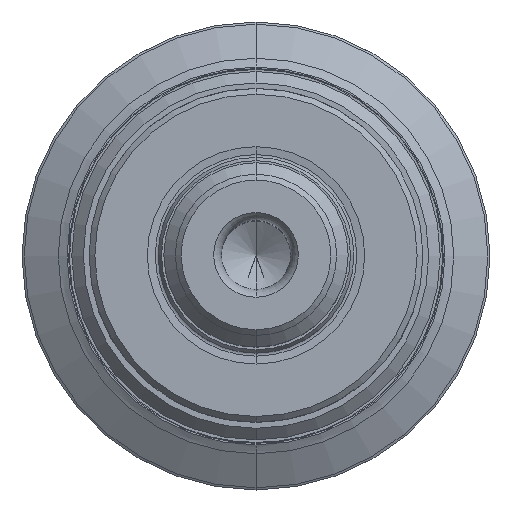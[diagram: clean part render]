
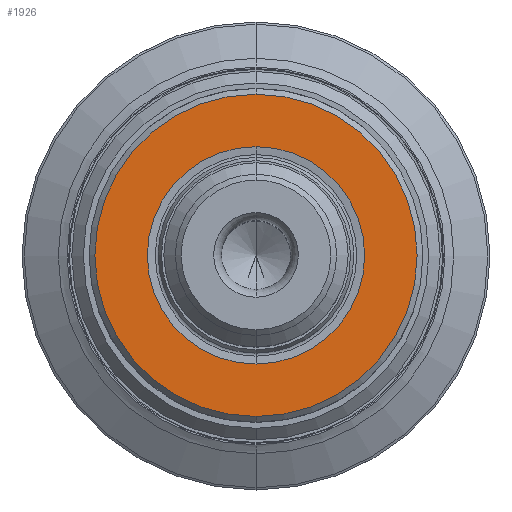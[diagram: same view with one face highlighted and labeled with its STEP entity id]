
A CAD part, top view. The second image highlights one B-rep face of the part: STEP entity #1926.
In plain terms, the highlighted face is planar.
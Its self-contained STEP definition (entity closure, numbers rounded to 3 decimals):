
#907=CARTESIAN_POINT('',(0.,0.,0.));
#908=DIRECTION('',(0.,0.,1.));
#909=DIRECTION('',(0.,1.,0.));
#910=AXIS2_PLACEMENT_3D('',#907,#908,#909);
#915=CARTESIAN_POINT('',(0.,0.,0.));
#916=DIRECTION('',(0.,0.,-1.));
#917=DIRECTION('',(0.,1.,0.));
#918=AXIS2_PLACEMENT_3D('',#915,#916,#917);
#923=CARTESIAN_POINT('',(0.,0.,0.));
#924=DIRECTION('',(0.,0.,-1.));
#925=DIRECTION('',(0.,1.,0.));
#926=AXIS2_PLACEMENT_3D('',#923,#924,#925);
#931=CARTESIAN_POINT('',(0.,0.,0.));
#932=DIRECTION('',(0.,0.,1.));
#933=DIRECTION('',(0.,1.,0.));
#934=AXIS2_PLACEMENT_3D('',#931,#932,#933);
#1522=CARTESIAN_POINT('',(0.,9.44,0.));
#1523=VERTEX_POINT('',#1522);
#1552=CARTESIAN_POINT('',(0.,-9.44,0.));
#1553=VERTEX_POINT('',#1552);
#1554=CARTESIAN_POINT('',(0.,14.,0.));
#1556=VERTEX_POINT('',#1554);
#1558=CARTESIAN_POINT('',(0.,-14.,0.));
#1560=VERTEX_POINT('',#1558);
#1911=CARTESIAN_POINT('',(0.,0.,0.));
#1912=DIRECTION('',(0.,0.,-1.));
#1913=DIRECTION('',(0.,-1.,0.));
#1914=AXIS2_PLACEMENT_3D('',#1911,#1912,#1913);
#1915=PLANE('',#1914);
#1916=ORIENTED_EDGE('',*,*,#1893,.T.);
#1917=ORIENTED_EDGE('',*,*,#1904,.F.);
#1918=EDGE_LOOP('',(#1916,#1917));
#1919=FACE_OUTER_BOUND('',#1918,.F.);
#1921=ORIENTED_EDGE('',*,*,#1920,.T.);
#1923=ORIENTED_EDGE('',*,*,#1922,.F.);
#1924=EDGE_LOOP('',(#1921,#1923));
#1925=FACE_BOUND('',#1924,.F.);
#911=CIRCLE('',#910,14.);
#919=CIRCLE('',#918,14.);
#927=CIRCLE('',#926,9.44);
#935=CIRCLE('',#934,9.44);
#1893=EDGE_CURVE('',#1556,#1560,#911,.T.);
#1904=EDGE_CURVE('',#1556,#1560,#919,.T.);
#1920=EDGE_CURVE('',#1523,#1553,#927,.T.);
#1922=EDGE_CURVE('',#1523,#1553,#935,.T.);
#1926=ADVANCED_FACE('',(#1919,#1925),#1915,.T.);
